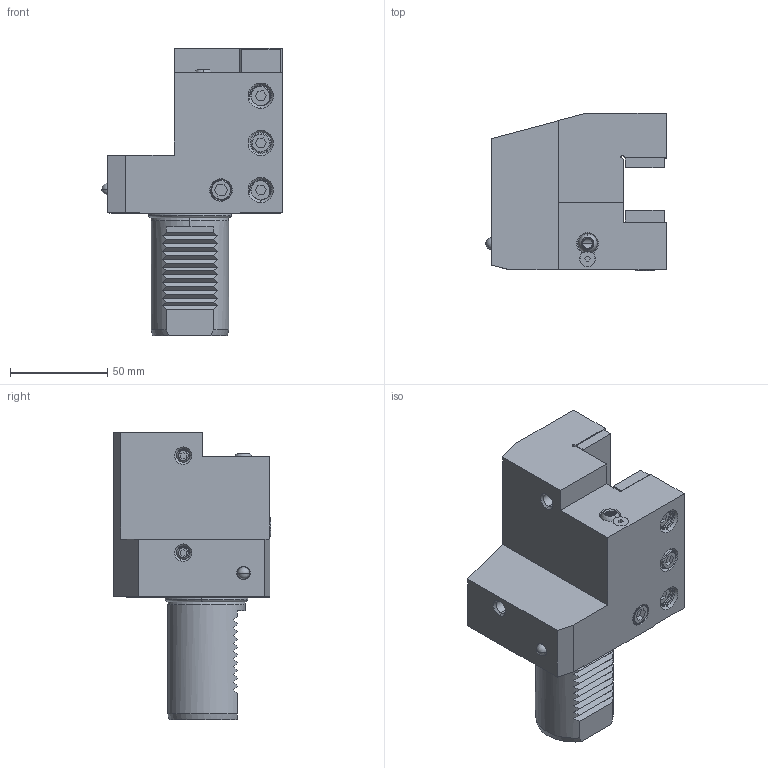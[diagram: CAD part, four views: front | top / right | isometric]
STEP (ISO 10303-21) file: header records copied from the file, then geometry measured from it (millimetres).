
FILE_DESCRIPTION (( 'STEP AP203' ), '1' );
FILE_NAME ('409.42.25.STEP', '2016-11-28T09:30:50', ( '' ), ( '' ), 'SwSTEP 2.0', 'SolidWorks 2012', '' );
FILE_SCHEMA (( 'CONFIG_CONTROL_DESIGN' ));
Products named in the file (14): 皿頭_M4xP0.7x8L; 409.42.25; O型環38.7; 管螺文螺絲; 18x7.8; M12平頭螺絲; M6x12; M8尖頭螺絲; 84x20x5; 2-44100006N4出水銅嘴; 72.5x20x6; 2-441010041A7止水鉚珠; M6x25; VDI40    C2
Assembly tree (15 placements, depth 2):
  409.42.25
    VDI40    C2
    M6x25
    2-44100006N4出水銅嘴
    2-441010041A7止水鉚珠
    72.5x20x6
    84x20x5
    18x7.8
    M6x12
    M8尖頭螺絲  x2
    M12平頭螺絲  x2
    O型環38.7
    皿頭_M4xP0.7x8L
    管螺文螺絲
Bounding box: 92.87 x 81 x 148 mm (x, y, z)
Volume: 446407.5 mm3; surface area: 75790.2 mm2
Topology: 33 solids, 33 shells, 787 faces, 1987 edges, 1268 vertices
Faces by surface type: cylinder 322, cone 224, plane 145, bspline 74, torus 18, sphere 4
Entity records: 85541 total; most frequent: CARTESIAN_POINT 69155, ORIENTED_EDGE 3498, DIRECTION 2626, EDGE_CURVE 1749, VERTEX_POINT 1116, AXIS2_PLACEMENT_3D 974, EDGE_LOOP 745, FACE_OUTER_BOUND 707
